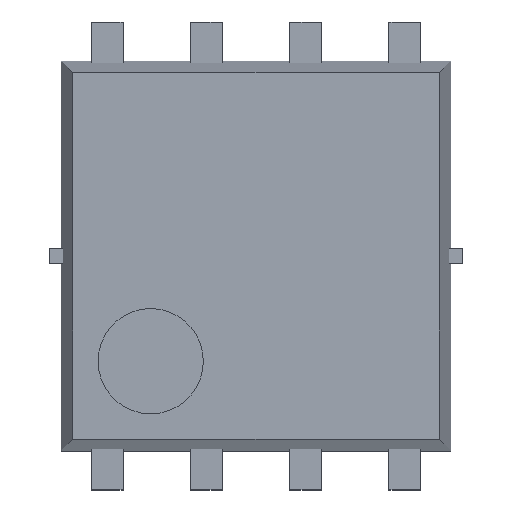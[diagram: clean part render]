
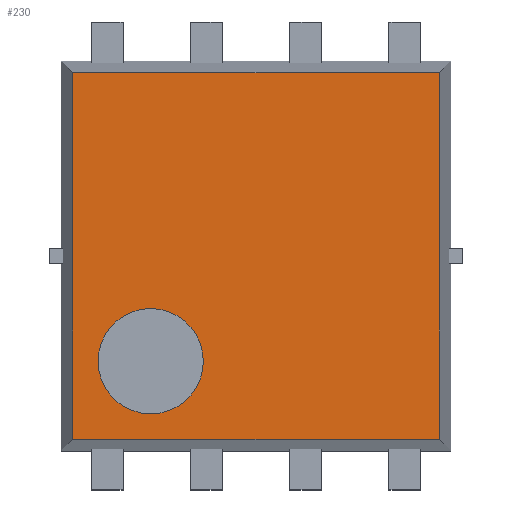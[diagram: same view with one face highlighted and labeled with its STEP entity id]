
A CAD part, top view. The second image highlights one B-rep face of the part: STEP entity #230.
In plain terms, the highlighted planar face has unit normal (0, 0, 1).
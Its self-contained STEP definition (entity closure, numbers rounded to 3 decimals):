
#115 = VERTEX_POINT('',#116);
#116 = CARTESIAN_POINT('',(-2.35,2.35,0.95));
#124 = VERTEX_POINT('',#125);
#125 = CARTESIAN_POINT('',(2.35,2.35,0.95));
#131 = EDGE_CURVE('',#115,#124,#132,.T.);
#132 = LINE('',#133,#134);
#133 = CARTESIAN_POINT('',(-2.5,2.35,0.95));
#134 = VECTOR('',#135,1.);
#135 = DIRECTION('',(1.,0.,0.));
#211 = VERTEX_POINT('',#212);
#212 = CARTESIAN_POINT('',(-2.35,-2.35,0.95));
#220 = EDGE_CURVE('',#211,#115,#221,.T.);
#221 = LINE('',#222,#223);
#222 = CARTESIAN_POINT('',(-2.35,-2.5,0.95));
#223 = VECTOR('',#224,1.);
#224 = DIRECTION('',(0.,1.,0.));
#230 = ADVANCED_FACE('',(#231,#249),#260,.T.);
#231 = FACE_BOUND('',#232,.T.);
#232 = EDGE_LOOP('',(#233,#234,#235,#243));
#233 = ORIENTED_EDGE('',*,*,#131,.F.);
#234 = ORIENTED_EDGE('',*,*,#220,.F.);
#235 = ORIENTED_EDGE('',*,*,#236,.F.);
#236 = EDGE_CURVE('',#237,#211,#239,.T.);
#237 = VERTEX_POINT('',#238);
#238 = CARTESIAN_POINT('',(2.35,-2.35,0.95));
#239 = LINE('',#240,#241);
#240 = CARTESIAN_POINT('',(2.5,-2.35,0.95));
#241 = VECTOR('',#242,1.);
#242 = DIRECTION('',(-1.,0.,0.));
#243 = ORIENTED_EDGE('',*,*,#244,.F.);
#244 = EDGE_CURVE('',#124,#237,#245,.T.);
#245 = LINE('',#246,#247);
#246 = CARTESIAN_POINT('',(2.35,2.5,0.95));
#247 = VECTOR('',#248,1.);
#248 = DIRECTION('',(0.,-1.,0.));
#249 = FACE_BOUND('',#250,.T.);
#250 = EDGE_LOOP('',(#251));
#251 = ORIENTED_EDGE('',*,*,#252,.F.);
#252 = EDGE_CURVE('',#253,#253,#255,.T.);
#253 = VERTEX_POINT('',#254);
#254 = CARTESIAN_POINT('',(-0.675,-1.35,0.95));
#255 = CIRCLE('',#256,0.675);
#256 = AXIS2_PLACEMENT_3D('',#257,#258,#259);
#257 = CARTESIAN_POINT('',(-1.35,-1.35,0.95));
#258 = DIRECTION('',(0.,0.,1.));
#259 = DIRECTION('',(1.,0.,0.));
#260 = PLANE('',#261);
#261 = AXIS2_PLACEMENT_3D('',#262,#263,#264);
#262 = CARTESIAN_POINT('',(0.,0.,0.95));
#263 = DIRECTION('',(0.,0.,1.));
#264 = DIRECTION('',(1.,0.,0.));
